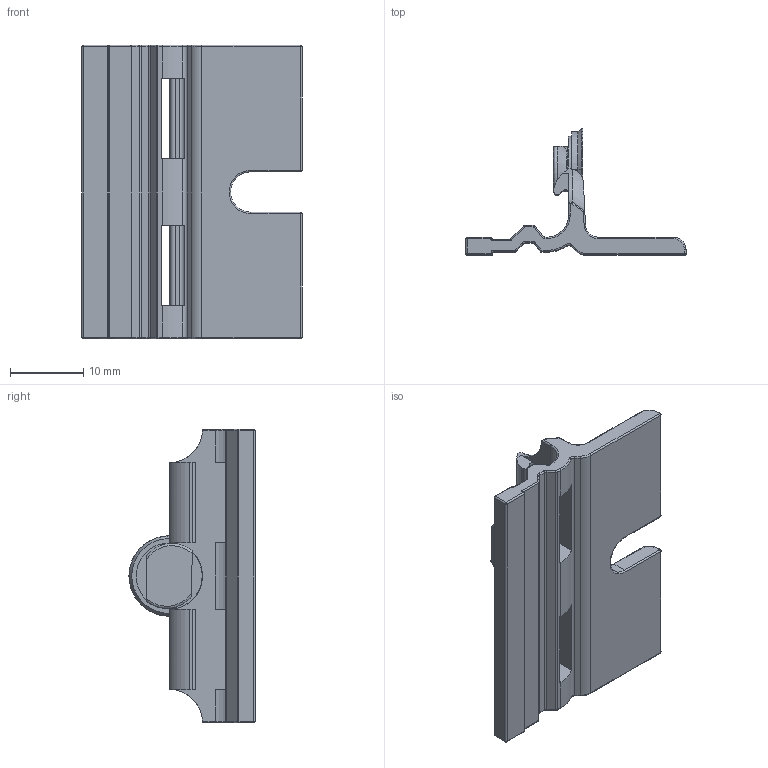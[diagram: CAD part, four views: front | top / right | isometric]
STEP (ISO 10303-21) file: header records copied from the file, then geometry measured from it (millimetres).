
FILE_DESCRIPTION (( 'STEP AP214' ), '1' );
FILE_NAME ('107270_Clip On Bracket.STEP', '2020-12-14T09:16:21', ( '' ), ( '' ), 'SwSTEP 2.0', 'SolidWorks 2019', '' );
FILE_SCHEMA (( 'AUTOMOTIVE_DESIGN' ));
Length unit declared in the file: millimetre
Products named in the file (1): 107270_Clip On Bracket
Bounding box: 30 x 17.2 x 40 mm (x, y, z)
Volume: 3398 mm3; surface area: 3707.3 mm2
Topology: 2 solids, 2 shells, 225 faces, 567 edges, 335 vertices
Faces by surface type: cylinder 95, plane 58, torus 47, cone 9, sphere 8, bspline 8
Entity records: 9739 total; most frequent: CARTESIAN_POINT 1908, DIRECTION 1156, ORIENTED_EDGE 1114, EDGE_CURVE 557, AXIS2_PLACEMENT_3D 460, VERTEX_POINT 335, CIRCLE 242, LINE 236
